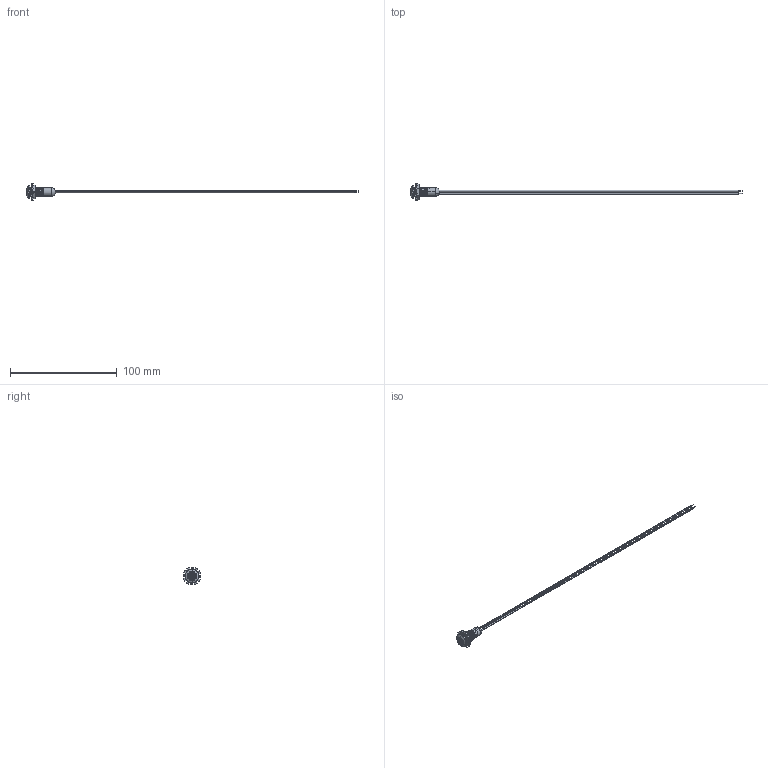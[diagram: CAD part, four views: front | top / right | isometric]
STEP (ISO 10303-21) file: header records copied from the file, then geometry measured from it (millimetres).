
FILE_DESCRIPTION (( 'STEP AP203' ), '1' );
FILE_NAME ('CNX 482 X XXX XX.STEP', '2017-03-31T15:01:50', ( '' ), ( '' ), 'SwSTEP 2.0', 'SolidWorks 2016', '' );
FILE_SCHEMA (( 'CONFIG_CONTROL_DESIGN' ));
Length unit declared in the file: inch
Products named in the file (12): 480 XXX_Generic; CLS 480 BLK_CLS480GRY; CNX 482 X XXX XX; HLW 481_91114A031; RTN 481; CLB 300 XXX_Rev002A_CLB 300 BTP; 5MM LED; 24 AWG 1007_RED 12; 24 AWG 1007_BLK 12; INSULATION; HS-101-1_8-0 SHRINK TUBE; POTTING_2 WIRE POTTING COMPOUND
Assembly tree (12 placements, depth 2):
  CNX 482 X XXX XX
    480 XXX_Generic
    HLW 481_91114A031
    RTN 481
    CLB 300 XXX_Rev002A_CLB 300 BTP
    5MM LED
    24 AWG 1007_BLK 12
    24 AWG 1007_RED 12
    INSULATION
    HS-101-1_8-0 SHRINK TUBE  x2
    POTTING_2 WIRE POTTING COMPOUND
    CLS 480 BLK_CLS480GRY
Bounding box: 311.52 x 16.81 x 16.8 mm (x, y, z)
Volume: 2701.3 mm3; surface area: 7797.7 mm2
Topology: 16 solids, 16 shells, 606 faces, 1666 edges, 1066 vertices
Faces by surface type: cylinder 253, torus 126, plane 86, cone 70, bspline 67, sphere 4
Entity records: 25186 total; most frequent: CARTESIAN_POINT 10227, ORIENTED_EDGE 3200, DIRECTION 2452, EDGE_CURVE 1600, VERTEX_POINT 1026, AXIS2_PLACEMENT_3D 1007, EDGE_LOOP 612, B_SPLINE_CURVE_WITH_KNOTS 612
